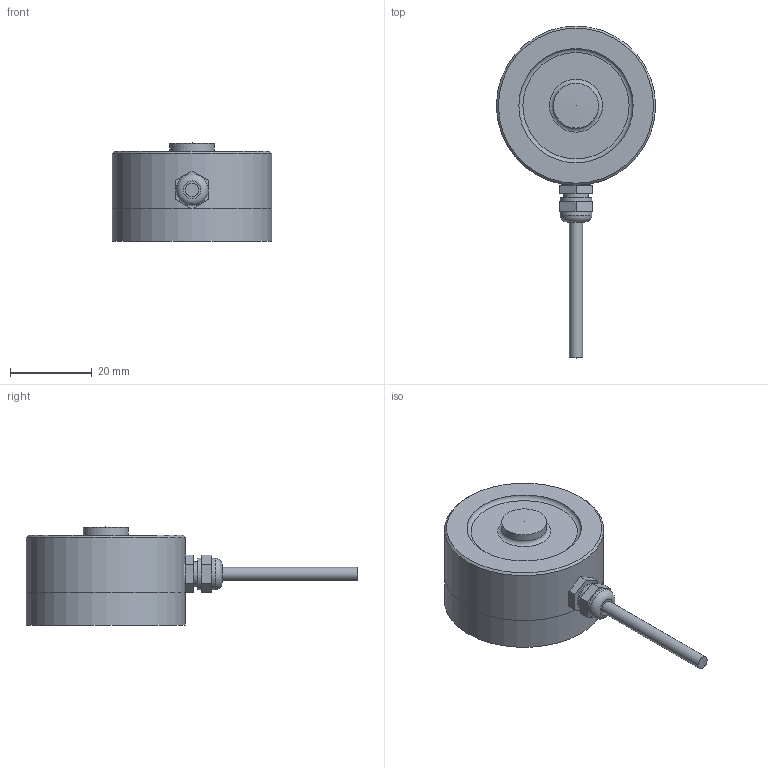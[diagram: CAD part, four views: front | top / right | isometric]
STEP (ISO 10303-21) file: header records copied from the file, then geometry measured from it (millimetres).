
FILE_DESCRIPTION( ( 'Unknown' ), '1' );
FILE_NAME( 'K13b-20kN.stp', 'Unknown', ( 'Unknown' ), ( 'Unknown' ), 'PSStep 17.0.49', 'Unknown', ' ' );
FILE_SCHEMA( ( 'AUTOMOTIVE_DESIGN { 1 0 10303 214 1 1 1 1 }' ) );
Length unit declared in the file: millimetre
Products named in the file (8): Assem1; 1275-001_doc-00056070; 1275-005_DOC-00100218; zylinderschraube din 912-m3x8; zylinderschraube din 912-m3x8-oa0; zylinderschraube din 912-m3x8-oa1; kv m6x1_doc-00040659; kabeldurchmesser 3,2_doc-00043680
Assembly tree (7 placements, depth 2):
  Assem1
    1275-001_doc-00056070
    1275-005_DOC-00100218
    zylinderschraube din 912-m3x8
    zylinderschraube din 912-m3x8-oa0
    zylinderschraube din 912-m3x8-oa1
    kv m6x1_doc-00040659
    kabeldurchmesser 3,2_doc-00043680
Bounding box: 39 x 81.27 x 24 mm (x, y, z)
Volume: 26510.6 mm3; surface area: 9788.2 mm2
Topology: 7 solids, 8 shells, 126 faces, 274 edges, 181 vertices
Faces by surface type: plane 63, cylinder 37, cone 18, torus 7, sphere 1
Full cylindrical faces by diameter (mm): 2.387 x3, 2.459 x9, 3 x7, 3.2 x2, 3.4 x3, 5.5 x3, 6 x5, 7.8 x2, 11 x1, 39 x2
Entity records: 4100 total; most frequent: CARTESIAN_POINT 578, DIRECTION 514, ORIENTED_EDGE 354, AXIS2_PLACEMENT_3D 221, EDGE_LOOP 214, EDGE_CURVE 177, FACE_OUTER_BOUND 170, VERTEX_POINT 159
